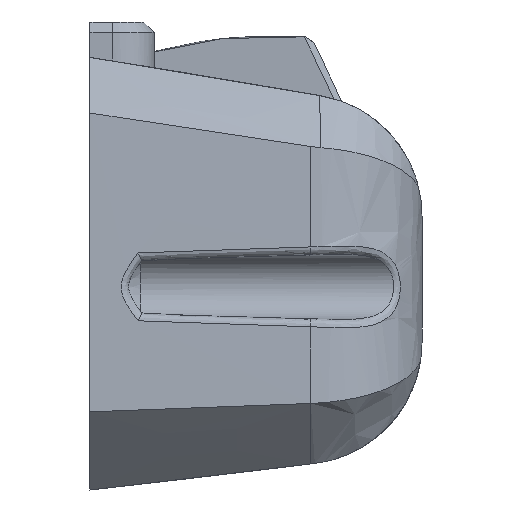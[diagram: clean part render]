
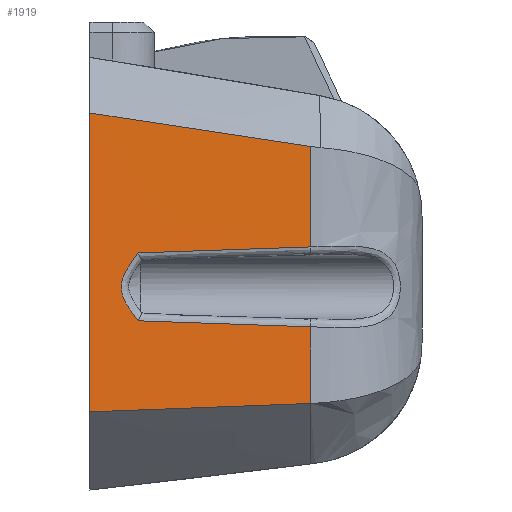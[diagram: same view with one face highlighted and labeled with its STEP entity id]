
A CAD part, left-side view. The second image highlights one B-rep face of the part: STEP entity #1919.
In plain terms, the highlighted free-form (B-spline) face has degree [3, 3] with [4, 4] control points.
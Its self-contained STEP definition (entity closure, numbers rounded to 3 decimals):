
#308=FACE_OUTER_BOUND('',#412,.T.);
#412=EDGE_LOOP('',(#1656,#1657,#1658,#1659,#1660,#1661,#1662,#1663));
#543=B_SPLINE_CURVE_WITH_KNOTS('',3,(#3198,#3199,#3200,#3201,#3202,#3203),
 .UNSPECIFIED.,.F.,.F.,(4,2,4),(-2.933,-1.467,0.),
 .UNSPECIFIED.);
#623=B_SPLINE_CURVE_WITH_KNOTS('',3,(#4492,#4493,#4494,#4495),
 .UNSPECIFIED.,.F.,.F.,(4,4),(-2.174,-0.476),
 .UNSPECIFIED.);
#628=B_SPLINE_CURVE_WITH_KNOTS('',3,(#4710,#4711,#4712,#4713),
 .UNSPECIFIED.,.F.,.F.,(4,4),(-1.698,0.),
 .UNSPECIFIED.);
#635=B_SPLINE_CURVE_WITH_KNOTS('',3,(#4887,#4888,#4889,#4890,#4891,#4892,
#4893,#4894,#4895,#4896,#4897),.UNSPECIFIED.,.F.,.F.,(4,1,1,1,1,1,1,1,4),
(1.574,1.682,1.791,1.899,2.007,
2.061,2.116,2.224,2.332),
 .UNSPECIFIED.);
#637=B_SPLINE_CURVE_WITH_KNOTS('',3,(#4921,#4922,#4923,#4924),
 .UNSPECIFIED.,.F.,.F.,(4,4),(0.,0.986),
 .UNSPECIFIED.);
#638=B_SPLINE_CURVE_WITH_KNOTS('',3,(#4925,#4926,#4927,#4928),
 .UNSPECIFIED.,.F.,.F.,(4,4),(0.023,0.068),
 .UNSPECIFIED.);
#639=B_SPLINE_CURVE_WITH_KNOTS('',3,(#4930,#4931,#4932,#4933),
 .UNSPECIFIED.,.F.,.F.,(4,4),(0.023,0.068),
 .UNSPECIFIED.);
#640=B_SPLINE_CURVE_WITH_KNOTS('',3,(#4934,#4935,#4936,#4937),
 .UNSPECIFIED.,.F.,.F.,(4,4),(1.77,2.523),
 .UNSPECIFIED.);
#759=VERTEX_POINT('',#3190);
#760=VERTEX_POINT('',#3197);
#845=VERTEX_POINT('',#4489);
#846=VERTEX_POINT('',#4491);
#849=VERTEX_POINT('',#4653);
#850=VERTEX_POINT('',#4709);
#856=VERTEX_POINT('',#4920);
#857=VERTEX_POINT('',#4929);
#998=EDGE_CURVE('',#759,#760,#543,.T.);
#1129=EDGE_CURVE('',#845,#846,#623,.T.);
#1135=EDGE_CURVE('',#850,#849,#628,.T.);
#1142=EDGE_CURVE('',#846,#850,#635,.T.);
#1145=EDGE_CURVE('',#856,#845,#637,.T.);
#1146=EDGE_CURVE('',#856,#760,#638,.T.);
#1147=EDGE_CURVE('',#857,#759,#639,.T.);
#1148=EDGE_CURVE('',#849,#857,#640,.T.);
#1656=ORIENTED_EDGE('',*,*,#1135,.F.);
#1657=ORIENTED_EDGE('',*,*,#1142,.F.);
#1658=ORIENTED_EDGE('',*,*,#1129,.F.);
#1659=ORIENTED_EDGE('',*,*,#1145,.F.);
#1660=ORIENTED_EDGE('',*,*,#1146,.T.);
#1661=ORIENTED_EDGE('',*,*,#998,.F.);
#1662=ORIENTED_EDGE('',*,*,#1147,.F.);
#1663=ORIENTED_EDGE('',*,*,#1148,.F.);
#1823=B_SPLINE_SURFACE_WITH_KNOTS('',3,3,((#4904,#4905,#4906,#4907),(#4908,
#4909,#4910,#4911),(#4912,#4913,#4914,#4915),(#4916,#4917,#4918,#4919)),
 .UNSPECIFIED.,.F.,.F.,.F.,(4,4),(4,4),(0.,1.),(0.023,0.068),
 .UNSPECIFIED.);
#1919=ADVANCED_FACE('',(#308),#1823,.F.);
#3190=CARTESIAN_POINT('',(-32.789,-257.4,-29.266));
#3197=CARTESIAN_POINT('',(-32.789,-257.4,0.066));
#3198=CARTESIAN_POINT('Ctrl Pts',(-32.789,-257.4,-29.266));
#3199=CARTESIAN_POINT('Ctrl Pts',(-32.789,-257.4,-24.378));
#3200=CARTESIAN_POINT('Ctrl Pts',(-32.789,-257.4,-19.489));
#3201=CARTESIAN_POINT('Ctrl Pts',(-32.789,-257.4,-9.712));
#3202=CARTESIAN_POINT('Ctrl Pts',(-32.789,-257.4,-4.823));
#3203=CARTESIAN_POINT('Ctrl Pts',(-32.789,-257.4,0.066));
#4489=CARTESIAN_POINT('',(-30.98,-279.046,-13.077));
#4491=CARTESIAN_POINT('',(-32.408,-262.134,-13.666));
#4492=CARTESIAN_POINT('Ctrl Pts',(-30.98,-279.046,-13.077));
#4493=CARTESIAN_POINT('Ctrl Pts',(-31.474,-273.407,-13.176));
#4494=CARTESIAN_POINT('Ctrl Pts',(-31.95,-267.768,-13.362));
#4495=CARTESIAN_POINT('Ctrl Pts',(-32.408,-262.134,-13.666));
#4653=CARTESIAN_POINT('',(-30.98,-279.046,-20.923));
#4709=CARTESIAN_POINT('',(-32.408,-262.134,-20.334));
#4710=CARTESIAN_POINT('Ctrl Pts',(-32.408,-262.134,-20.334));
#4711=CARTESIAN_POINT('Ctrl Pts',(-31.95,-267.768,-20.638));
#4712=CARTESIAN_POINT('Ctrl Pts',(-31.474,-273.407,-20.824));
#4713=CARTESIAN_POINT('Ctrl Pts',(-30.98,-279.046,-20.923));
#4887=CARTESIAN_POINT('Ctrl Pts',(-32.408,-262.134,-13.666));
#4888=CARTESIAN_POINT('Ctrl Pts',(-32.426,-261.908,-13.949));
#4889=CARTESIAN_POINT('Ctrl Pts',(-32.462,-261.47,-14.524));
#4890=CARTESIAN_POINT('Ctrl Pts',(-32.509,-260.889,-15.435));
#4891=CARTESIAN_POINT('Ctrl Pts',(-32.543,-260.465,-16.446));
#4892=CARTESIAN_POINT('Ctrl Pts',(-32.544,-260.46,-17.369));
#4893=CARTESIAN_POINT('Ctrl Pts',(-32.526,-260.677,-18.061));
#4894=CARTESIAN_POINT('Ctrl Pts',(-32.502,-260.981,-18.717));
#4895=CARTESIAN_POINT('Ctrl Pts',(-32.462,-261.471,-19.477));
#4896=CARTESIAN_POINT('Ctrl Pts',(-32.426,-261.909,-20.052));
#4897=CARTESIAN_POINT('Ctrl Pts',(-32.408,-262.134,-20.334));
#4904=CARTESIAN_POINT('Ctrl Pts',(-30.98,-279.046,-3.22));
#4905=CARTESIAN_POINT('Ctrl Pts',(-31.611,-271.833,-2.074));
#4906=CARTESIAN_POINT('Ctrl Pts',(-32.214,-264.618,-0.978));
#4907=CARTESIAN_POINT('Ctrl Pts',(-32.789,-257.4,0.066));
#4908=CARTESIAN_POINT('Ctrl Pts',(-30.98,-279.046,-11.628));
#4909=CARTESIAN_POINT('Ctrl Pts',(-31.611,-271.833,-10.96));
#4910=CARTESIAN_POINT('Ctrl Pts',(-32.214,-264.618,-10.321));
#4911=CARTESIAN_POINT('Ctrl Pts',(-32.789,-257.4,-9.712));
#4912=CARTESIAN_POINT('Ctrl Pts',(-30.98,-279.046,-20.037));
#4913=CARTESIAN_POINT('Ctrl Pts',(-31.611,-271.833,-19.846));
#4914=CARTESIAN_POINT('Ctrl Pts',(-32.214,-264.618,-19.663));
#4915=CARTESIAN_POINT('Ctrl Pts',(-32.789,-257.4,-19.489));
#4916=CARTESIAN_POINT('Ctrl Pts',(-30.98,-279.046,-28.445));
#4917=CARTESIAN_POINT('Ctrl Pts',(-31.611,-271.833,-28.732));
#4918=CARTESIAN_POINT('Ctrl Pts',(-32.214,-264.618,-29.005));
#4919=CARTESIAN_POINT('Ctrl Pts',(-32.789,-257.4,-29.266));
#4920=CARTESIAN_POINT('',(-30.98,-279.046,-3.22));
#4921=CARTESIAN_POINT('Ctrl Pts',(-30.98,-279.046,-3.22));
#4922=CARTESIAN_POINT('Ctrl Pts',(-30.98,-279.046,-6.506));
#4923=CARTESIAN_POINT('Ctrl Pts',(-30.98,-279.046,-9.792));
#4924=CARTESIAN_POINT('Ctrl Pts',(-30.98,-279.046,-13.077));
#4925=CARTESIAN_POINT('Ctrl Pts',(-30.98,-279.046,-3.22));
#4926=CARTESIAN_POINT('Ctrl Pts',(-31.611,-271.833,-2.074));
#4927=CARTESIAN_POINT('Ctrl Pts',(-32.214,-264.618,-0.978));
#4928=CARTESIAN_POINT('Ctrl Pts',(-32.789,-257.4,0.066));
#4929=CARTESIAN_POINT('',(-30.98,-279.046,-28.445));
#4930=CARTESIAN_POINT('Ctrl Pts',(-30.98,-279.046,-28.445));
#4931=CARTESIAN_POINT('Ctrl Pts',(-31.611,-271.833,-28.732));
#4932=CARTESIAN_POINT('Ctrl Pts',(-32.214,-264.618,-29.005));
#4933=CARTESIAN_POINT('Ctrl Pts',(-32.789,-257.4,-29.266));
#4934=CARTESIAN_POINT('Ctrl Pts',(-30.98,-279.046,-20.923));
#4935=CARTESIAN_POINT('Ctrl Pts',(-30.98,-279.046,-23.43));
#4936=CARTESIAN_POINT('Ctrl Pts',(-30.98,-279.046,-25.938));
#4937=CARTESIAN_POINT('Ctrl Pts',(-30.98,-279.046,-28.445));
